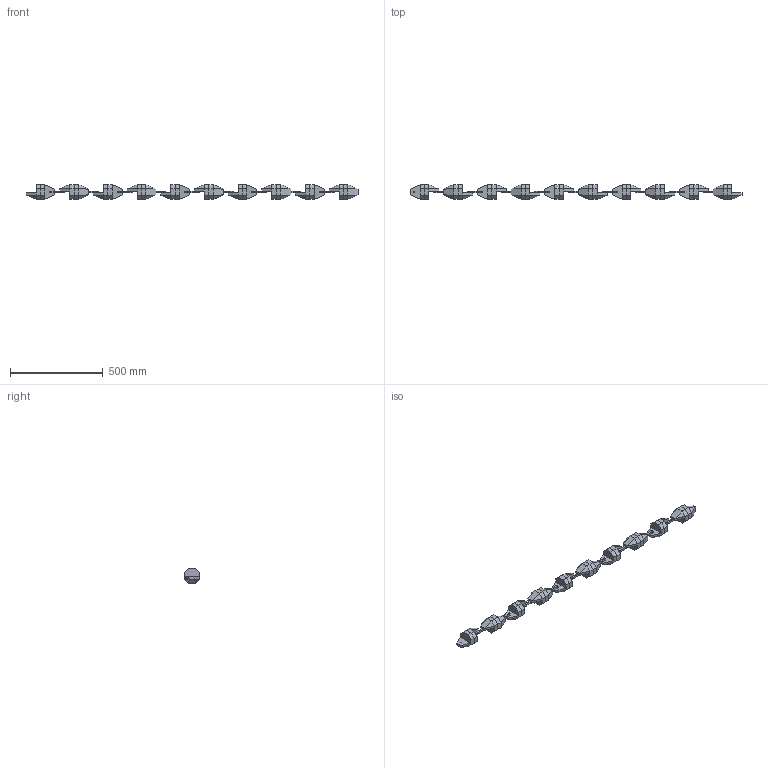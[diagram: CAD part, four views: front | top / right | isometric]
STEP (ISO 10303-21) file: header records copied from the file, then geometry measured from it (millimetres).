
FILE_DESCRIPTION(/* description */ (''),/* implementation_level */ '2;1');
FILE_NAME(/* name */ 'MontagemEspelhada.step',/* time_stamp */ '2024-01-29T12:31:55-03:00',/* author */ (''),/* organization */ (''),/* preprocessor_version */ 'ST-DEVELOPER v20',/* originating_system */ 'Autodesk Translation Framework v12.14.0.127',/* authorisation */ '');
FILE_SCHEMA (('AUTOMOTIVE_DESIGN { 1 0 10303 214 3 1 1 }'));
Length unit declared in the file: millimetre
Products named in the file (3): MontagemEspelhada; Barra; Modulo NEKE
Assembly tree (19 placements, depth 2):
  MontagemEspelhada
    Modulo NEKE  x10
    Barra  x9
Bounding box: 1787.5 x 80 x 80 mm (x, y, z)
Volume: 3918952.2 mm3; surface area: 499595.3 mm2
Topology: 29 solids, 29 shells, 452 faces, 962 edges, 588 vertices
Faces by surface type: plane 414, cylinder 38
Full cylindrical faces by diameter (mm): 6 x38
Entity records: 1430 total; most frequent: DIRECTION 242, CARTESIAN_POINT 226, ORIENTED_EDGE 196, EDGE_CURVE 98, LINE 90, VECTOR 90, AXIS2_PLACEMENT_3D 76, VERTEX_POINT 60
